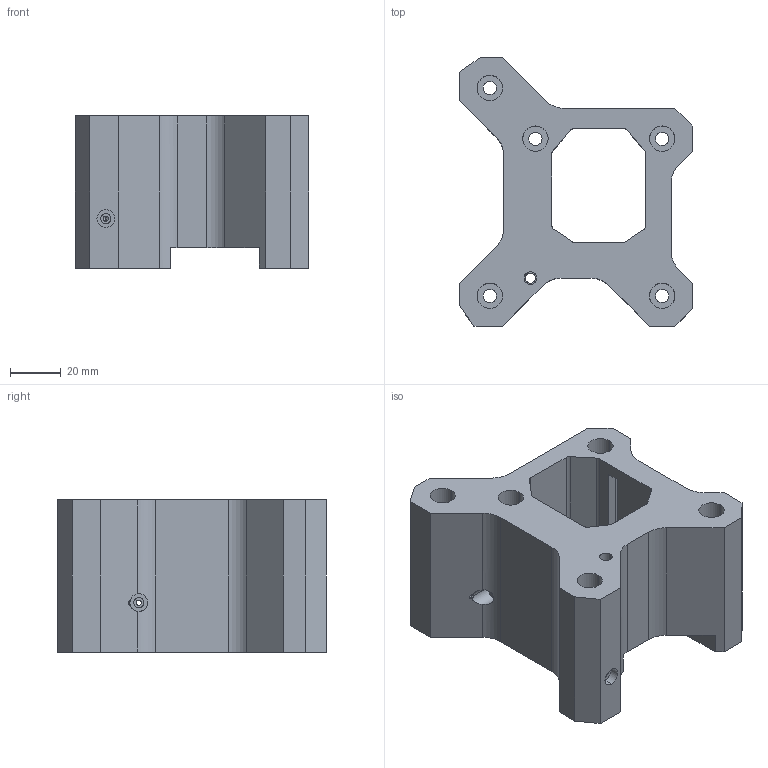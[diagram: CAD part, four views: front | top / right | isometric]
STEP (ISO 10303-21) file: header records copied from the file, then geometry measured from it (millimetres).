
FILE_DESCRIPTION (( 'STEP AP214' ), '1' );
FILE_NAME ('XW-USI-044-A-bloc-tendeur-Y.STEP', '2020-09-16T12:42:16', ( '' ), ( '' ), 'SwSTEP 2.0', 'SolidWorks 2016', '' );
FILE_SCHEMA (( 'AUTOMOTIVE_DESIGN' ));
Length unit declared in the file: millimetre
Products named in the file (1): XW-USI-044-A-bloc-tendeur-Y
Bounding box: 92 x 106 x 60 mm (x, y, z)
Volume: 247587.2 mm3; surface area: 54657 mm2
Topology: 1 solids, 1 shells, 198 faces, 522 edges, 328 vertices
Faces by surface type: cylinder 109, plane 66, cone 23
Entity records: 6947 total; most frequent: CARTESIAN_POINT 1702, DIRECTION 1056, ORIENTED_EDGE 1004, EDGE_CURVE 502, AXIS2_PLACEMENT_3D 394, VERTEX_POINT 328, LINE 268, VECTOR 268
